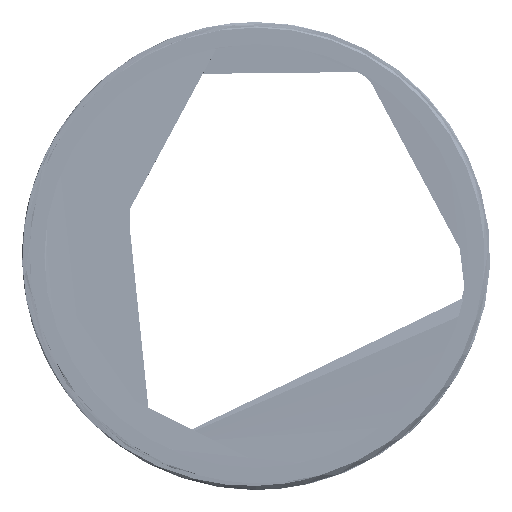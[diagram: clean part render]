
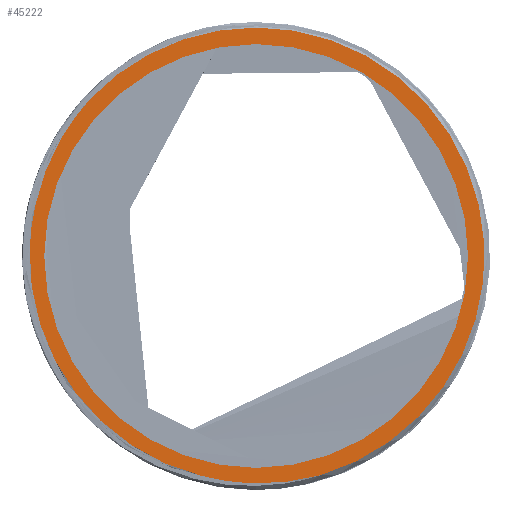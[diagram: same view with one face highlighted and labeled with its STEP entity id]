
A CAD part, left-side view. The second image highlights one B-rep face of the part: STEP entity #45222.
In plain terms, the highlighted planar face has unit normal (-1, 0, 0).
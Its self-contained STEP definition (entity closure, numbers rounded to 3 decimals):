
#94 = CARTESIAN_POINT ( 'NONE',  ( -40.707, -5.834, -19.861 ) ) ;
#249 = CARTESIAN_POINT ( 'NONE',  ( -40.707, 14.187, -14.846 ) ) ;
#469 = CARTESIAN_POINT ( 'NONE',  ( -40.707, 3.194, -20.325 ) ) ;
#475 = DIRECTION ( 'NONE',  ( -1., 0., 0. ) ) ;
#2018 = B_SPLINE_CURVE_WITH_KNOTS ( 'NONE', 3,
 ( #94, #11809, #72140, #27880, #38146, #469, #22415, #6331 ),
 .UNSPECIFIED., .F., .F.,
 ( 4, 2, 2, 4 ),
 ( 0.024, 0.03, 0.033, 0.035 ),
 .UNSPECIFIED. ) ;
#4649 = CARTESIAN_POINT ( 'NONE',  ( -40.707, 20.266, 3.307 ) ) ;
#4981 = VERTEX_POINT ( 'NONE', #10327 ) ;
#5751 = CARTESIAN_POINT ( 'NONE',  ( -40.707, 13.191, -15.737 ) ) ;
#5929 = CARTESIAN_POINT ( 'NONE',  ( -40.707, -5.834, -19.861 ) ) ;
#6331 = CARTESIAN_POINT ( 'NONE',  ( -40.707, 4.978, -19.91 ) ) ;
#7287 = AXIS2_PLACEMENT_3D ( 'NONE', #55008, #49510, #59772 ) ;
#10133 = CARTESIAN_POINT ( 'NONE',  ( -40.707, 15.992, -12.881 ) ) ;
#10327 = CARTESIAN_POINT ( 'NONE',  ( -40.707, 0., -19.2 ) ) ;
#10595 = VERTEX_POINT ( 'NONE', #49274 ) ;
#11085 = AXIS2_PLACEMENT_3D ( 'NONE', #71894, #54735, #33505 ) ;
#11596 = CARTESIAN_POINT ( 'NONE',  ( -40.707, 4.978, -19.91 ) ) ;
#11809 = CARTESIAN_POINT ( 'NONE',  ( -40.707, -4.078, -20.344 ) ) ;
#11814 = DIRECTION ( 'NONE',  ( 0., 0., 1. ) ) ;
#12285 = ORIENTED_EDGE ( 'NONE', *, *, #24237, .F. ) ;
#13015 = CARTESIAN_POINT ( 'NONE',  ( -40.707, 17.742, 10.56 ) ) ;
#13378 = CARTESIAN_POINT ( 'NONE',  ( -40.707, 18.937, 8.12 ) ) ;
#14003 = VERTEX_POINT ( 'NONE', #57698 ) ;
#14650 = DIRECTION ( 'NONE',  ( -1., 0., 0. ) ) ;
#15974 = CARTESIAN_POINT ( 'NONE',  ( -40.707, 6.267, -19.555 ) ) ;
#17065 = CARTESIAN_POINT ( 'NONE',  ( -40.707, 16.793, -11.817 ) ) ;
#17826 = CARTESIAN_POINT ( 'NONE',  ( -40.707, 0., 20.7 ) ) ;
#17949 = ORIENTED_EDGE ( 'NONE', *, *, #22529, .F. ) ;
#18501 = CARTESIAN_POINT ( 'NONE',  ( -40.707, 19.997, 4.618 ) ) ;
#19370 = AXIS2_PLACEMENT_3D ( 'NONE', #55339, #475, #11814 ) ;
#19462 = ORIENTED_EDGE ( 'NONE', *, *, #32895, .T. ) ;
#21210 = DIRECTION ( 'NONE',  ( 0., 0., 1. ) ) ;
#22190 = CARTESIAN_POINT ( 'NONE',  ( -40.707, 18.198, -9.581 ) ) ;
#22415 = CARTESIAN_POINT ( 'NONE',  ( -40.707, 4.09, -20.149 ) ) ;
#22529 = EDGE_CURVE ( 'NONE', #10595, #4981, #59832, .T. ) ;
#22926 = CARTESIAN_POINT ( 'NONE',  ( -40.707, 20.473, -1.964 ) ) ;
#24237 = EDGE_CURVE ( 'NONE', #14003, #26669, #62466, .T. ) ;
#24333 = CARTESIAN_POINT ( 'NONE',  ( -40.707, 16.487, 12.463 ) ) ;
#25046 = CIRCLE ( 'NONE', #11085, 20.7 ) ;
#26283 = DIRECTION ( 'NONE',  ( 1., 0., 0. ) ) ;
#26669 = VERTEX_POINT ( 'NONE', #48857 ) ;
#26933 = CARTESIAN_POINT ( 'NONE',  ( -40.707, 20.438, 1.989 ) ) ;
#27880 = CARTESIAN_POINT ( 'NONE',  ( -40.707, 0.473, -20.612 ) ) ;
#28393 = CARTESIAN_POINT ( 'NONE',  ( -40.707, 15.563, -13.396 ) ) ;
#29082 = EDGE_CURVE ( 'NONE', #54005, #45656, #25046, .T. ) ;
#29848 = ORIENTED_EDGE ( 'NONE', *, *, #55264, .F. ) ;
#30168 = CARTESIAN_POINT ( 'NONE',  ( -40.707, 15.039, 14.223 ) ) ;
#30315 = ORIENTED_EDGE ( 'NONE', *, *, #29082, .T. ) ;
#30990 = EDGE_LOOP ( 'NONE', ( #17949, #68642 ) ) ;
#31773 = CARTESIAN_POINT ( 'NONE',  ( -40.707, 19.2, 0. ) ) ;
#32133 = FACE_OUTER_BOUND ( 'NONE', #50381, .T. ) ;
#32429 = CARTESIAN_POINT ( 'NONE',  ( -40.707, 5.627, -19.748 ) ) ;
#32784 = CARTESIAN_POINT ( 'NONE',  ( -40.707, 20.148, 3.966 ) ) ;
#32895 = EDGE_CURVE ( 'NONE', #45656, #26669, #45090, .T. ) ;
#33505 = DIRECTION ( 'NONE',  ( 0., 0., 1. ) ) ;
#35683 = CARTESIAN_POINT ( 'NONE',  ( -40.707, 17.273, 11.337 ) ) ;
#36038 = CARTESIAN_POINT ( 'NONE',  ( -40.707, 15.345, 13.889 ) ) ;
#37932 = CARTESIAN_POINT ( 'NONE',  ( -40.707, 20.556, -0.646 ) ) ;
#37976 = B_SPLINE_CURVE_WITH_KNOTS ( 'NONE', 3,
 ( #11596, #32429, #15974, #39395, #44888, #49986, #60236, #66827, #5751, #249, #38295, #28393, #10133, #17065, #72285, #22190, #50350, #61327, #49259, #67195, #54764, #22926, #37932, #44520, #26933, #4649, #32784, #61690 ),
 .UNSPECIFIED., .F., .F.,
 ( 4, 2, 2, 2, 2, 2, 2, 2, 2, 2, 2, 2, 2, 4 ),
 ( 0., 0.002, 0.004, 0.008, 0.01, 0.012, 0.014, 0.016, 0.02, 0.022, 0.024, 0.028, 0.03, 0.032 ),
 .UNSPECIFIED. ) ;
#38146 = CARTESIAN_POINT ( 'NONE',  ( -40.707, 1.386, -20.557 ) ) ;
#38187 = EDGE_CURVE ( 'NONE', #4981, #10595, #42878, .T. ) ;
#38295 = CARTESIAN_POINT ( 'NONE',  ( -40.707, 14.662, -14.377 ) ) ;
#38594 = AXIS2_PLACEMENT_3D ( 'NONE', #31773, #26283, #55545 ) ;
#39395 = CARTESIAN_POINT ( 'NONE',  ( -40.707, 7.524, -19.106 ) ) ;
#40818 = CARTESIAN_POINT ( 'NONE',  ( -40.707, 19.553, 6.403 ) ) ;
#42828 = CARTESIAN_POINT ( 'NONE',  ( -40.707, 0., 0. ) ) ;
#42878 = CIRCLE ( 'NONE', #70898, 19.2 ) ;
#43130 = FACE_BOUND ( 'NONE', #30990, .T. ) ;
#44520 = CARTESIAN_POINT ( 'NONE',  ( -40.707, 20.491, 1.33 ) ) ;
#44888 = CARTESIAN_POINT ( 'NONE',  ( -40.707, 8.143, -18.85 ) ) ;
#45090 = CIRCLE ( 'NONE', #19370, 20.7 ) ;
#45222 = ADVANCED_FACE ( 'NONE', ( #43130, #32133 ), #71260, .F. ) ;
#45656 = VERTEX_POINT ( 'NONE', #17826 ) ;
#48857 = CARTESIAN_POINT ( 'NONE',  ( -40.707, 15.039, 14.223 ) ) ;
#49259 = CARTESIAN_POINT ( 'NONE',  ( -40.707, 19.673, -5.883 ) ) ;
#49274 = CARTESIAN_POINT ( 'NONE',  ( -40.707, 0., 19.2 ) ) ;
#49510 = DIRECTION ( 'NONE',  ( -1., 0., 0. ) ) ;
#49986 = CARTESIAN_POINT ( 'NONE',  ( -40.707, 9.946, -18.001 ) ) ;
#50350 = CARTESIAN_POINT ( 'NONE',  ( -40.707, 18.775, -8.395 ) ) ;
#50381 = EDGE_LOOP ( 'NONE', ( #12285, #29848, #59356, #30315, #19462 ) ) ;
#54005 = VERTEX_POINT ( 'NONE', #5929 ) ;
#54735 = DIRECTION ( 'NONE',  ( -1., 0., 0. ) ) ;
#54764 = CARTESIAN_POINT ( 'NONE',  ( -40.707, 20.152, -3.942 ) ) ;
#55008 = CARTESIAN_POINT ( 'NONE',  ( -40.707, 0., 0. ) ) ;
#55264 = EDGE_CURVE ( 'NONE', #71572, #14003, #37976, .T. ) ;
#55339 = CARTESIAN_POINT ( 'NONE',  ( -40.707, 0., 0. ) ) ;
#55545 = DIRECTION ( 'NONE',  ( 0., 0., -1. ) ) ;
#57632 = CARTESIAN_POINT ( 'NONE',  ( -40.707, 16.212, 12.831 ) ) ;
#57698 = CARTESIAN_POINT ( 'NONE',  ( -40.707, 19.997, 4.618 ) ) ;
#57982 = CARTESIAN_POINT ( 'NONE',  ( -40.707, 15.641, 13.543 ) ) ;
#59356 = ORIENTED_EDGE ( 'NONE', *, *, #65605, .F. ) ;
#59772 = DIRECTION ( 'NONE',  ( 0., 0., 1. ) ) ;
#59832 = CIRCLE ( 'NONE', #7287, 19.2 ) ;
#60236 = CARTESIAN_POINT ( 'NONE',  ( -40.707, 11.079, -17.327 ) ) ;
#61327 = CARTESIAN_POINT ( 'NONE',  ( -40.707, 19.471, -6.522 ) ) ;
#61690 = CARTESIAN_POINT ( 'NONE',  ( -40.707, 19.997, 4.618 ) ) ;
#62466 = B_SPLINE_CURVE_WITH_KNOTS ( 'NONE', 3,
 ( #18501, #63483, #40818, #13378, #63121, #13015, #35683, #24333, #57632, #57982, #36038, #30168 ),
 .UNSPECIFIED., .F., .F.,
 ( 4, 2, 2, 2, 2, 4 ),
 ( 0., 0.003, 0.006, 0.008, 0.01, 0.011 ),
 .UNSPECIFIED. ) ;
#63121 = CARTESIAN_POINT ( 'NONE',  ( -40.707, 18.575, 8.951 ) ) ;
#63483 = CARTESIAN_POINT ( 'NONE',  ( -40.707, 19.806, 5.516 ) ) ;
#65605 = EDGE_CURVE ( 'NONE', #54005, #71572, #2018, .T. ) ;
#66827 = CARTESIAN_POINT ( 'NONE',  ( -40.707, 12.676, -16.154 ) ) ;
#67195 = CARTESIAN_POINT ( 'NONE',  ( -40.707, 20.013, -4.595 ) ) ;
#68642 = ORIENTED_EDGE ( 'NONE', *, *, #38187, .F. ) ;
#70177 = CARTESIAN_POINT ( 'NONE',  ( -40.707, 4.978, -19.91 ) ) ;
#70898 = AXIS2_PLACEMENT_3D ( 'NONE', #42828, #14650, #21210 ) ;
#71260 = PLANE ( 'NONE',  #38594 ) ;
#71572 = VERTEX_POINT ( 'NONE', #70177 ) ;
#71894 = CARTESIAN_POINT ( 'NONE',  ( -40.707, 0., 0. ) ) ;
#72140 = CARTESIAN_POINT ( 'NONE',  ( -40.707, -2.282, -20.595 ) ) ;
#72285 = CARTESIAN_POINT ( 'NONE',  ( -40.707, 17.165, -11.27 ) ) ;
